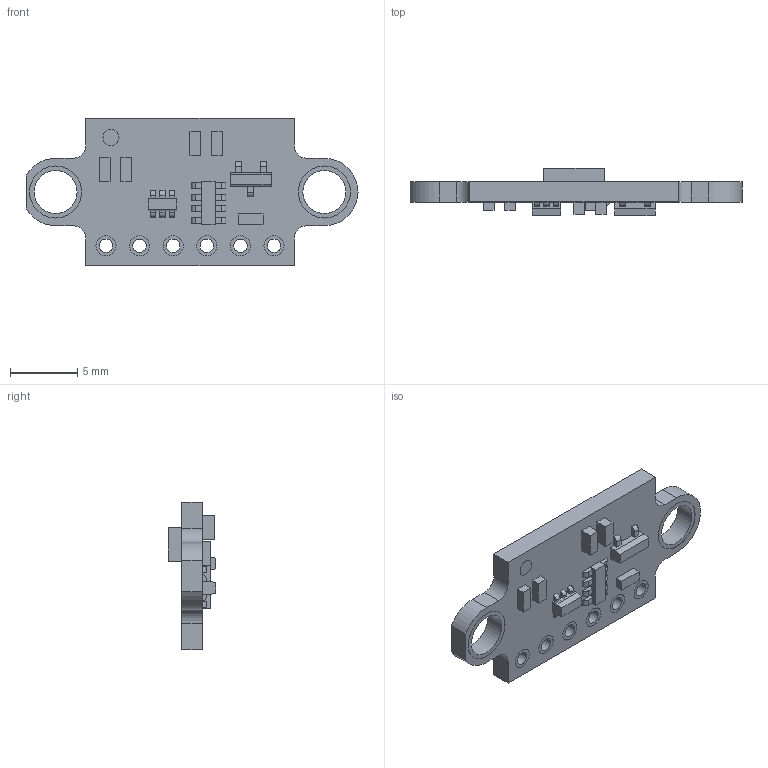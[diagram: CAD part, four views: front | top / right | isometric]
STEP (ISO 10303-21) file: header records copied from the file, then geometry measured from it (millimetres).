
FILE_DESCRIPTION((''),'2;1');
FILE_NAME('VL53L0X','2018-10-02T10:29:40',('Davor'),(''),'CREO PARAMETRIC BY PTC INC, 2018100','CREO PARAMETRIC BY PTC INC, 2018100','');
FILE_SCHEMA(('AUTOMOTIVE_DESIGN { 1 0 10303 214 1 1 1 1 }'));
Length unit declared in the file: millimetre
Products named in the file (1): VL53L0X
Bounding box: 24.7 x 3.5 x 11 mm (x, y, z)
Volume: 312.6 mm3; surface area: 598.3 mm2
Topology: 1 solids, 1 shells, 213 faces, 546 edges, 364 vertices
Faces by surface type: plane 133, cylinder 80
Entity records: 9793 total; most frequent: DIRECTION 1145, CARTESIAN_POINT 1134, ORIENTED_EDGE 1092, PRESENTATION_STYLE_ASSIGNMENT 702, STYLED_ITEM 549, CURVE_STYLE 546, EDGE_CURVE 546, VECTOR 386
